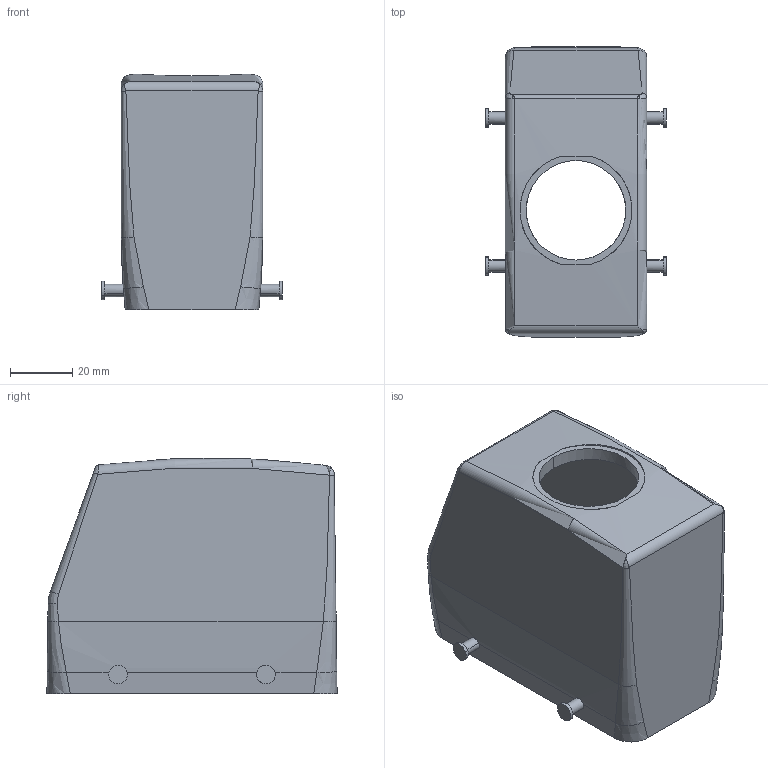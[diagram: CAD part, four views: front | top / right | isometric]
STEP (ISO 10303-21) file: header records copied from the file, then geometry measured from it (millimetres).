
FILE_DESCRIPTION(('CATIA V5 STEP Exchange','CAx-IF Rec.Pracs.--- Model Styling and Organization---1.4--- 2014-01-23'),'2;1');
FILE_NAME ('13374905_2', '2019-07-25T14:24:15+00:00', ('none'), ('Weidmueller'), 'CATIA Version 5-6 Release 2016 SP3 HF44', 'CATIA V5 STEP AP214', 'none');
FILE_SCHEMA(('AUTOMOTIVE_DESIGN { 1 0 10303 214 1 1 1 1 }'));
Length unit declared in the file: millimetre
Products named in the file (1): 1787060000
Bounding box: 58 x 93.3 x 75.8 mm (x, y, z)
Volume: 96466.9 mm3; surface area: 42293.9 mm2
Topology: 1 solids, 1 shells, 105 faces, 261 edges, 166 vertices
Faces by surface type: cylinder 43, plane 38, bspline 22, torus 2
Entity records: 5673 total; most frequent: CARTESIAN_POINT 3516, ORIENTED_EDGE 518, DIRECTION 283, EDGE_CURVE 259, VERTEX_POINT 166, AXIS2_PLACEMENT_3D 122, EDGE_LOOP 117, ADVANCED_FACE 105
